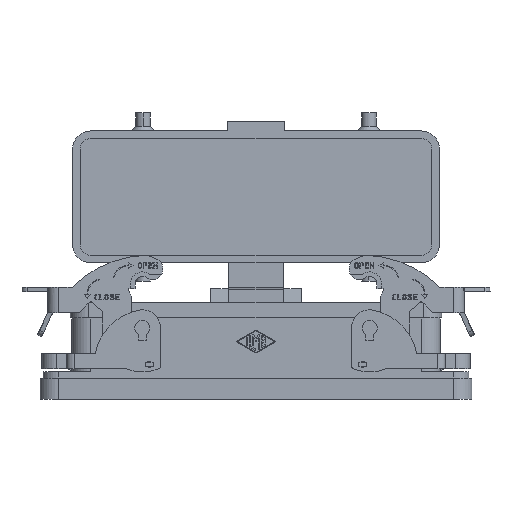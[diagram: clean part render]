
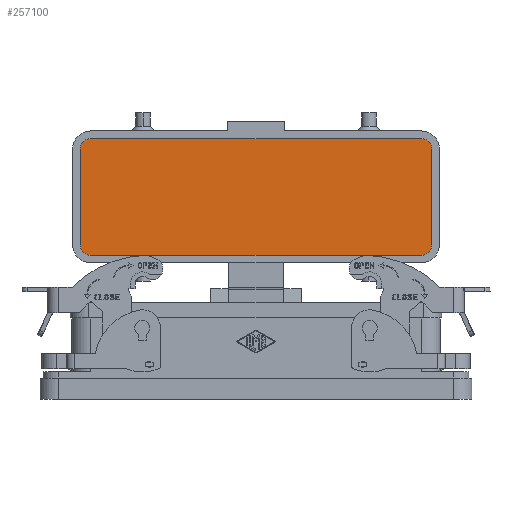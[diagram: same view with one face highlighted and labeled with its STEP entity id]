
A CAD part, front view. The second image highlights one B-rep face of the part: STEP entity #257100.
In plain terms, the highlighted planar face has unit normal (0, -1, 0).
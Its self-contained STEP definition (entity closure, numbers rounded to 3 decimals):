
#255620=CARTESIAN_POINT('',(17.,44.5,62.5));
#255630=VERTEX_POINT('',#255620);
#255660=CARTESIAN_POINT('',(-13.5,44.5,62.5));
#255670=DIRECTION('',(1.,0.,0.));
#255680=VECTOR('',#255670,1.);
#255690=LINE('',#255660,#255680);
#255700=CARTESIAN_POINT('',(-92.,44.5,62.5));
#255710=VERTEX_POINT('',#255700);
#255720=EDGE_CURVE('',#255710,#255630,#255690,.T.);
#255930=CARTESIAN_POINT('',(-95.5,44.5,59.));
#255940=VERTEX_POINT('',#255930);
#255970=CARTESIAN_POINT('',(-95.5,44.5,1.5));
#255980=DIRECTION('',(0.,0.,1.));
#255990=VECTOR('',#255980,1.);
#256000=LINE('',#255970,#255990);
#256010=CARTESIAN_POINT('',(-95.5,44.5,27.5));
#256020=VERTEX_POINT('',#256010);
#256030=EDGE_CURVE('',#256020,#255940,#256000,.T.);
#256240=CARTESIAN_POINT('',(-92.,44.5,24.));
#256250=VERTEX_POINT('',#256240);
#256280=CARTESIAN_POINT('',(-13.5,44.5,24.));
#256290=DIRECTION('',(-1.,0.,0.));
#256300=VECTOR('',#256290,1.);
#256310=LINE('',#256280,#256300);
#256320=CARTESIAN_POINT('',(17.,44.5,24.));
#256330=VERTEX_POINT('',#256320);
#256340=EDGE_CURVE('',#256330,#256250,#256310,.T.);
#256500=CARTESIAN_POINT('',(17.,44.5,27.5));
#256510=DIRECTION('',(0.,-1.,0.));
#256520=DIRECTION('',(-1.,0.,0.));
#256530=AXIS2_PLACEMENT_3D('',#256500,#256510,#256520);
#256540=CIRCLE('',#256530,3.5);
#256550=CARTESIAN_POINT('',(20.5,44.5,27.5));
#256560=VERTEX_POINT('',#256550);
#256570=EDGE_CURVE('',#256330,#256560,#256540,.T.);
#256700=CARTESIAN_POINT('',(-37.5,44.5,
43.25));
#256710=DIRECTION('',(0.,1.,0.));
#256720=DIRECTION('',(0.,0.,1.));
#256730=AXIS2_PLACEMENT_3D('',#256700,#256710,#256720);
#256740=PLANE('',#256730);
#256750=CARTESIAN_POINT('',(-92.,44.5,27.5));
#256760=DIRECTION('',(0.,-1.,0.));
#256770=DIRECTION('',(-1.,0.,0.));
#256780=AXIS2_PLACEMENT_3D('',#256750,#256760,#256770);
#256790=CIRCLE('',#256780,3.5);
#256800=EDGE_CURVE('',#256020,#256250,#256790,.T.);
#256810=ORIENTED_EDGE('',*,*,#256800,.T.);
#256820=ORIENTED_EDGE('',*,*,#256030,.F.);
#256830=CARTESIAN_POINT('',(-92.,44.5,59.));
#256840=DIRECTION('',(0.,-1.,0.));
#256850=DIRECTION('',(-1.,0.,0.));
#256860=AXIS2_PLACEMENT_3D('',#256830,#256840,#256850);
#256870=CIRCLE('',#256860,3.5);
#256880=EDGE_CURVE('',#255710,#255940,#256870,.T.);
#256890=ORIENTED_EDGE('',*,*,#256880,.T.);
#256900=ORIENTED_EDGE('',*,*,#255720,.F.);
#256910=CARTESIAN_POINT('',(17.,44.5,59.));
#256920=DIRECTION('',(0.,-1.,0.));
#256930=DIRECTION('',(-1.,0.,0.));
#256940=AXIS2_PLACEMENT_3D('',#256910,#256920,#256930);
#256950=CIRCLE('',#256940,3.5);
#256960=CARTESIAN_POINT('',(20.5,44.5,59.));
#256970=VERTEX_POINT('',#256960);
#256980=EDGE_CURVE('',#256970,#255630,#256950,.T.);
#256990=ORIENTED_EDGE('',*,*,#256980,.T.);
#257000=CARTESIAN_POINT('',(20.5,44.5,1.5));
#257010=DIRECTION('',(0.,0.,1.));
#257020=VECTOR('',#257010,1.);
#257030=LINE('',#257000,#257020);
#257040=EDGE_CURVE('',#256560,#256970,#257030,.T.);
#257050=ORIENTED_EDGE('',*,*,#257040,.T.);
#257060=ORIENTED_EDGE('',*,*,#256570,.T.);
#257070=ORIENTED_EDGE('',*,*,#256340,.F.);
#257080=EDGE_LOOP('',(#257070,#257060,#257050,#256990,#256900,#256890,
#256820,#256810));
#257090=FACE_OUTER_BOUND('',#257080,.T.);
#257100=ADVANCED_FACE('',(#257090),#256740,.F.);
